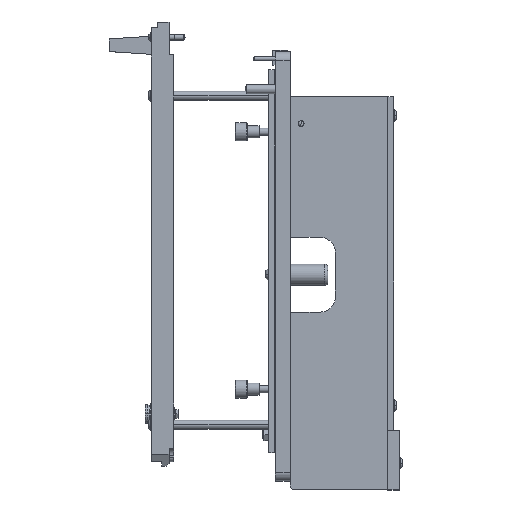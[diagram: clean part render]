
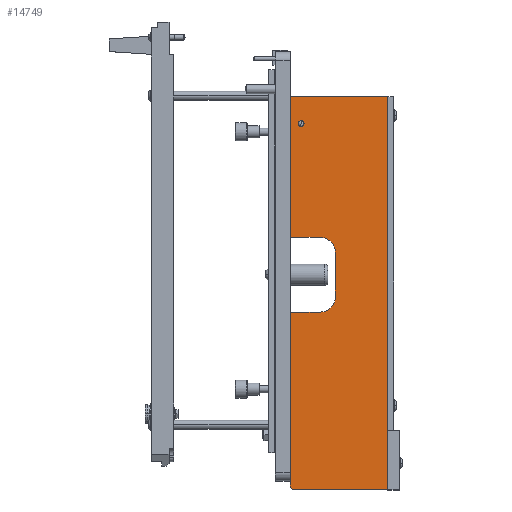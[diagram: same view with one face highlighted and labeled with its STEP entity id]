
A CAD part, left-side view. The second image highlights one B-rep face of the part: STEP entity #14749.
In plain terms, the highlighted face is planar.
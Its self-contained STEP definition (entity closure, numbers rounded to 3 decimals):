
#1378 = DIRECTION ( 'NONE',  ( 0., 0., -1. ) ) ;
#1838 = EDGE_LOOP ( 'NONE', ( #34453, #17422, #31168, #19814, #44760, #24170, #25865, #11555, #14088, #34729, #17809 ) ) ;
#1872 = CARTESIAN_POINT ( 'NONE',  ( 5., 45., -37.5 ) ) ;
#2084 = VECTOR ( 'NONE', #41039, 1000. ) ;
#2471 = CARTESIAN_POINT ( 'NONE',  ( 5., 35., 2.5 ) ) ;
#2630 = VERTEX_POINT ( 'NONE', #10675 ) ;
#2692 = DIRECTION ( 'NONE',  ( 0., 0., -1. ) ) ;
#2811 = LINE ( 'NONE', #49601, #48232 ) ;
#3122 = VECTOR ( 'NONE', #49052, 1000. ) ;
#3637 = DIRECTION ( 'NONE',  ( 0., -1., 0. ) ) ;
#3794 = EDGE_CURVE ( 'NONE', #7152, #5964, #4626, .T. ) ;
#3909 = DIRECTION ( 'NONE',  ( -1., 0., 0. ) ) ;
#4626 = CIRCLE ( 'NONE', #37788, 2. ) ;
#4819 = CARTESIAN_POINT ( 'NONE',  ( 5., 63.845, 131.5 ) ) ;
#5055 = DIRECTION ( 'NONE',  ( 0., 0., 1. ) ) ;
#5192 = DIRECTION ( 'NONE',  ( 1., 0., 0. ) ) ;
#5707 = CARTESIAN_POINT ( 'NONE',  ( 5., 45., 2.5 ) ) ;
#5964 = VERTEX_POINT ( 'NONE', #26245 ) ;
#6272 = AXIS2_PLACEMENT_3D ( 'NONE', #20993, #24296, #47504 ) ;
#6303 = CARTESIAN_POINT ( 'NONE',  ( 5., 65., 12.5 ) ) ;
#6508 = CARTESIAN_POINT ( 'NONE',  ( 5., 0., -131.5 ) ) ;
#7152 = VERTEX_POINT ( 'NONE', #12818 ) ;
#7403 = CARTESIAN_POINT ( 'NONE',  ( 5., 65., 131.5 ) ) ;
#7785 = VERTEX_POINT ( 'NONE', #2471 ) ;
#8441 = LINE ( 'NONE', #38318, #23328 ) ;
#9788 = VERTEX_POINT ( 'NONE', #11736 ) ;
#10564 = VERTEX_POINT ( 'NONE', #4819 ) ;
#10675 = CARTESIAN_POINT ( 'NONE',  ( 5., 65., -131.5 ) ) ;
#10743 = AXIS2_PLACEMENT_3D ( 'NONE', #46134, #3909, #26941 ) ;
#11259 = VERTEX_POINT ( 'NONE', #6303 ) ;
#11555 = ORIENTED_EDGE ( 'NONE', *, *, #46173, .F. ) ;
#11610 = CARTESIAN_POINT ( 'NONE',  ( 5., 57.9, -113.5 ) ) ;
#11736 = CARTESIAN_POINT ( 'NONE',  ( 5., 35., -27.5 ) ) ;
#11862 = EDGE_CURVE ( 'NONE', #12226, #10564, #45821, .T. ) ;
#12226 = VERTEX_POINT ( 'NONE', #30792 ) ;
#12364 = CARTESIAN_POINT ( 'NONE',  ( 5., 65., 12.5 ) ) ;
#12818 = CARTESIAN_POINT ( 'NONE',  ( 5., 57.9, -115.5 ) ) ;
#12841 = EDGE_CURVE ( 'NONE', #42334, #49298, #26345, .T. ) ;
#13398 = DIRECTION ( 'NONE',  ( -1., 0., 0. ) ) ;
#14088 = ORIENTED_EDGE ( 'NONE', *, *, #37161, .F. ) ;
#14364 = EDGE_CURVE ( 'NONE', #2630, #42048, #2811, .T. ) ;
#14371 = EDGE_CURVE ( 'NONE', #12226, #11259, #42031, .T. ) ;
#14749 = ADVANCED_FACE ( 'NONE', ( #39968, #28608 ), #21264, .F. ) ;
#17422 = ORIENTED_EDGE ( 'NONE', *, *, #11862, .T. ) ;
#17809 = ORIENTED_EDGE ( 'NONE', *, *, #25956, .F. ) ;
#18333 = VECTOR ( 'NONE', #2692, 1000. ) ;
#19171 = CIRCLE ( 'NONE', #6272, 10. ) ;
#19814 = ORIENTED_EDGE ( 'NONE', *, *, #36074, .T. ) ;
#19939 = DIRECTION ( 'NONE',  ( 0., -1., 0. ) ) ;
#20669 = VECTOR ( 'NONE', #42238, 1000. ) ;
#20993 = CARTESIAN_POINT ( 'NONE',  ( 5., 45., -27.5 ) ) ;
#21107 = CARTESIAN_POINT ( 'NONE',  ( 5., 45., 12.5 ) ) ;
#21264 = PLANE ( 'NONE',  #28921 ) ;
#21961 = LINE ( 'NONE', #38377, #18333 ) ;
#22782 = CARTESIAN_POINT ( 'NONE',  ( 5., 65., 131.5 ) ) ;
#23328 = VECTOR ( 'NONE', #3637, 1000. ) ;
#24170 = ORIENTED_EDGE ( 'NONE', *, *, #30302, .F. ) ;
#24296 = DIRECTION ( 'NONE',  ( 1., 0., 0. ) ) ;
#25865 = ORIENTED_EDGE ( 'NONE', *, *, #12841, .F. ) ;
#25956 = EDGE_CURVE ( 'NONE', #11259, #29932, #31351, .T. ) ;
#26245 = CARTESIAN_POINT ( 'NONE',  ( 5., 57.9, -111.5 ) ) ;
#26345 = LINE ( 'NONE', #45554, #2084 ) ;
#26423 = CIRCLE ( 'NONE', #46583, 10. ) ;
#26448 = EDGE_CURVE ( 'NONE', #5964, #7152, #38106, .T. ) ;
#26608 = DIRECTION ( 'NONE',  ( 0., -1., 0. ) ) ;
#26816 = CARTESIAN_POINT ( 'NONE',  ( 5., 0., 131.5 ) ) ;
#26941 = DIRECTION ( 'NONE',  ( 0., 0., 1. ) ) ;
#28608 = FACE_OUTER_BOUND ( 'NONE', #1838, .T. ) ;
#28921 = AXIS2_PLACEMENT_3D ( 'NONE', #39719, #13398, #5055 ) ;
#29474 = CARTESIAN_POINT ( 'NONE',  ( 5., 0., 131.5 ) ) ;
#29932 = VERTEX_POINT ( 'NONE', #21107 ) ;
#30302 = EDGE_CURVE ( 'NONE', #49298, #2630, #42240, .T. ) ;
#30541 = VECTOR ( 'NONE', #41048, 1000. ) ;
#30792 = CARTESIAN_POINT ( 'NONE',  ( 5., 65., 129.5 ) ) ;
#31168 = ORIENTED_EDGE ( 'NONE', *, *, #40099, .T. ) ;
#31351 = LINE ( 'NONE', #12364, #34104 ) ;
#32706 = EDGE_LOOP ( 'NONE', ( #45330, #38369 ) ) ;
#34104 = VECTOR ( 'NONE', #19939, 1000. ) ;
#34453 = ORIENTED_EDGE ( 'NONE', *, *, #14371, .F. ) ;
#34729 = ORIENTED_EDGE ( 'NONE', *, *, #37545, .F. ) ;
#36074 = EDGE_CURVE ( 'NONE', #42493, #42048, #45750, .T. ) ;
#37161 = EDGE_CURVE ( 'NONE', #7785, #9788, #21961, .T. ) ;
#37545 = EDGE_CURVE ( 'NONE', #29932, #7785, #26423, .T. ) ;
#37788 = AXIS2_PLACEMENT_3D ( 'NONE', #11610, #38680, #39150 ) ;
#38106 = CIRCLE ( 'NONE', #10743, 2. ) ;
#38318 = CARTESIAN_POINT ( 'NONE',  ( 5., 65., 131.5 ) ) ;
#38369 = ORIENTED_EDGE ( 'NONE', *, *, #3794, .T. ) ;
#38377 = CARTESIAN_POINT ( 'NONE',  ( 5., 35., 2.5 ) ) ;
#38680 = DIRECTION ( 'NONE',  ( -1., 0., 0. ) ) ;
#39150 = DIRECTION ( 'NONE',  ( 0., 0., 1. ) ) ;
#39719 = CARTESIAN_POINT ( 'NONE',  ( 5., 65., 131.5 ) ) ;
#39968 = FACE_BOUND ( 'NONE', #32706, .T. ) ;
#40099 = EDGE_CURVE ( 'NONE', #10564, #42493, #8441, .T. ) ;
#41039 = DIRECTION ( 'NONE',  ( 0., 1., 0. ) ) ;
#41048 = DIRECTION ( 'NONE',  ( 0., 0., -1. ) ) ;
#41147 = CARTESIAN_POINT ( 'NONE',  ( 5., 65., -37.5 ) ) ;
#42031 = LINE ( 'NONE', #7403, #30541 ) ;
#42048 = VERTEX_POINT ( 'NONE', #6508 ) ;
#42238 = DIRECTION ( 'NONE',  ( 0., 0., -1. ) ) ;
#42240 = LINE ( 'NONE', #22782, #3122 ) ;
#42334 = VERTEX_POINT ( 'NONE', #1872 ) ;
#42493 = VERTEX_POINT ( 'NONE', #29474 ) ;
#44760 = ORIENTED_EDGE ( 'NONE', *, *, #14364, .F. ) ;
#45330 = ORIENTED_EDGE ( 'NONE', *, *, #26448, .T. ) ;
#45352 = DIRECTION ( 'NONE',  ( 0., -0.5, 0.866 ) ) ;
#45554 = CARTESIAN_POINT ( 'NONE',  ( 5., 65., -37.5 ) ) ;
#45750 = LINE ( 'NONE', #26816, #20669 ) ;
#45821 = LINE ( 'NONE', #49625, #48849 ) ;
#46134 = CARTESIAN_POINT ( 'NONE',  ( 5., 57.9, -113.5 ) ) ;
#46173 = EDGE_CURVE ( 'NONE', #9788, #42334, #19171, .T. ) ;
#46583 = AXIS2_PLACEMENT_3D ( 'NONE', #5707, #5192, #1378 ) ;
#47504 = DIRECTION ( 'NONE',  ( 0., 0., -1. ) ) ;
#48232 = VECTOR ( 'NONE', #26608, 1000. ) ;
#48849 = VECTOR ( 'NONE', #45352, 1000. ) ;
#49052 = DIRECTION ( 'NONE',  ( 0., 0., -1. ) ) ;
#49298 = VERTEX_POINT ( 'NONE', #41147 ) ;
#49601 = CARTESIAN_POINT ( 'NONE',  ( 5., 65., -131.5 ) ) ;
#49625 = CARTESIAN_POINT ( 'NONE',  ( 5., 65., 129.5 ) ) ;
